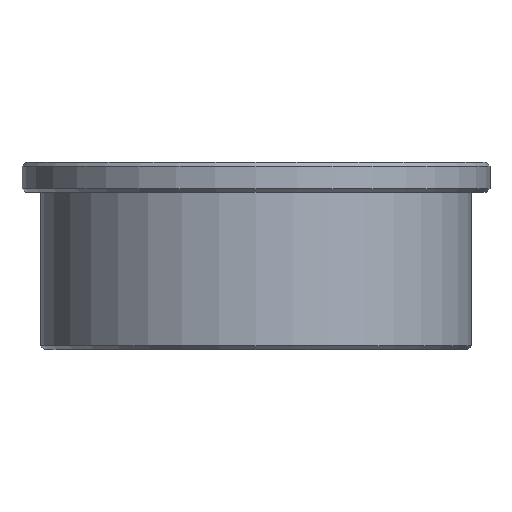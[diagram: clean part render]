
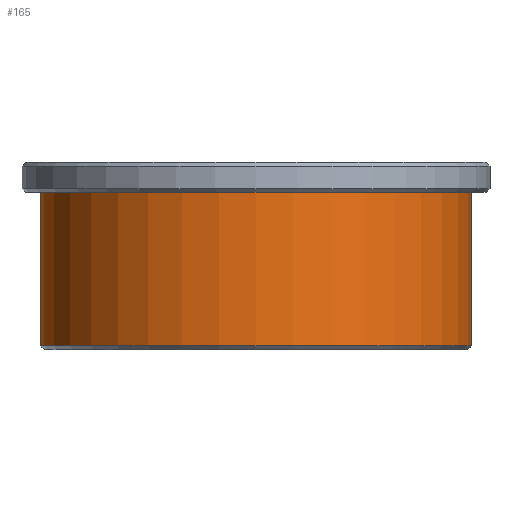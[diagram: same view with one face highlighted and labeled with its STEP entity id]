
A CAD part, front view. The second image highlights one B-rep face of the part: STEP entity #165.
In plain terms, the highlighted cylindrical face has radius 57.5 mm (diameter 115 mm), a full revolution.
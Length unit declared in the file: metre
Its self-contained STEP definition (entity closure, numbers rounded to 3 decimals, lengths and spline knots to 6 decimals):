
#165=ADVANCED_FACE('',(#204,#205),#206,.T.);
#204=FACE_OUTER_BOUND('',#3039,.T.);
#205=FACE_OUTER_BOUND('',#3040,.T.);
#206=CYLINDRICAL_SURFACE('',#3041,0.0575);
#3039=EDGE_LOOP('',(#5909));
#3040=EDGE_LOOP('',(#5910));
#3041=AXIS2_PLACEMENT_3D('',#5911,#5912,#5913);
#5909=ORIENTED_EDGE('',*,*,#5949,.T.);
#5910=ORIENTED_EDGE('',*,*,#5948,.F.);
#5911=CARTESIAN_POINT('',(0.0,0.0,0.0));
#5912=DIRECTION('',(0.0,0.,-1.0));
#5913=DIRECTION('',(0.0,1.0,0.));
#5948=EDGE_CURVE('',#5987,#5987,#5988,.T.);
#5949=EDGE_CURVE('',#5989,#5989,#5990,.T.);
#5987=VERTEX_POINT('',#6147);
#5988=CIRCLE('',#6148,0.0575);
#5989=VERTEX_POINT('',#6149);
#5990=CIRCLE('',#6150,0.0575);
#6147=CARTESIAN_POINT('',(0.0,0.0575,0.001));
#6148=AXIS2_PLACEMENT_3D('',#6193,#6194,#6195);
#6149=CARTESIAN_POINT('',(0.0,0.0575,0.042));
#6150=AXIS2_PLACEMENT_3D('',#6196,#6197,#6198);
#6193=CARTESIAN_POINT('',(0.0,0.0,0.001));
#6194=DIRECTION('',(0.0,0.,-1.0));
#6195=DIRECTION('',(0.0,1.0,0.));
#6196=CARTESIAN_POINT('',(0.0,0.0,0.042));
#6197=DIRECTION('',(0.0,0.,-1.0));
#6198=DIRECTION('',(0.0,1.0,0.));
